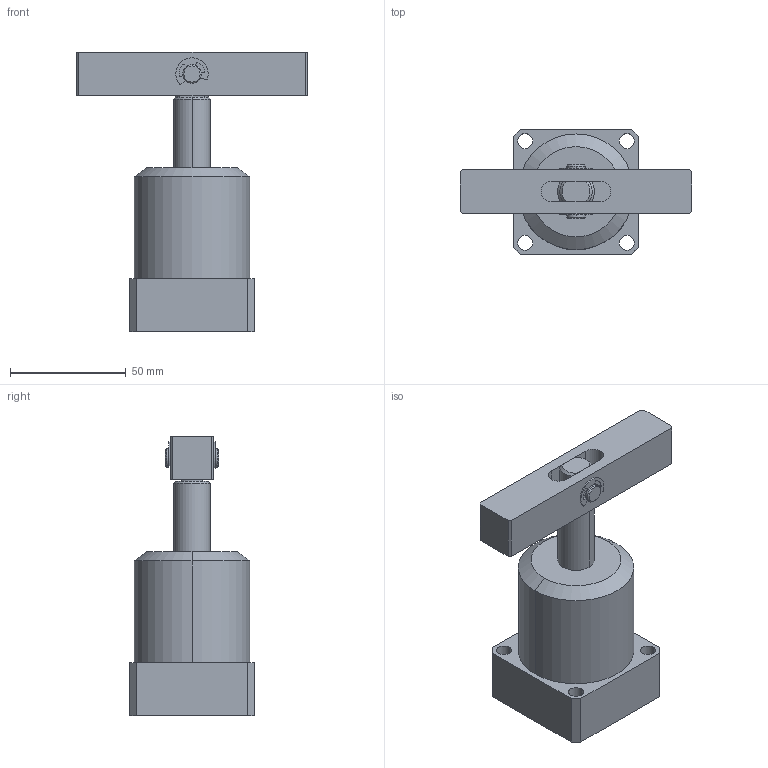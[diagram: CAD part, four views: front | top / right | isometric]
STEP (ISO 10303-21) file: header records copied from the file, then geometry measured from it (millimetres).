
FILE_DESCRIPTION (( 'STEP AP203' ), '1' );
FILE_NAME ('HCAS-M32D.STEP', '2020-09-15T09:22:49', ( '微软用户' ), ( '微软中国' ), 'SwSTEP 2.0', 'SolidWorks 2012', '' );
FILE_SCHEMA (( 'CONFIG_CONTROL_DESIGN' ));
Length unit declared in the file: millimetre
Products named in the file (6): HCAS-M32掛极; HCAS-M32D活塞杆; HCAS-M32D邧旋; HCAS-M32D种; 縐遠8; HCAS-M32D
Assembly tree (6 placements, depth 2):
  HCAS-M32D
    HCAS-M32掛极
    HCAS-M32D活塞杆
    HCAS-M32D邧旋
    HCAS-M32D种
    縐遠8  x2
Bounding box: 100 x 54 x 121 mm (x, y, z)
Volume: 174269.9 mm3; surface area: 41876.1 mm2
Topology: 6 solids, 6 shells, 217 faces, 546 edges, 358 vertices
Faces by surface type: plane 95, cylinder 90, bspline 16, cone 10, torus 6
Entity records: 6980 total; most frequent: CARTESIAN_POINT 1812, DIRECTION 946, ORIENTED_EDGE 924, EDGE_CURVE 462, AXIS2_PLACEMENT_3D 340, VERTEX_POINT 302, LINE 266, VECTOR 266
